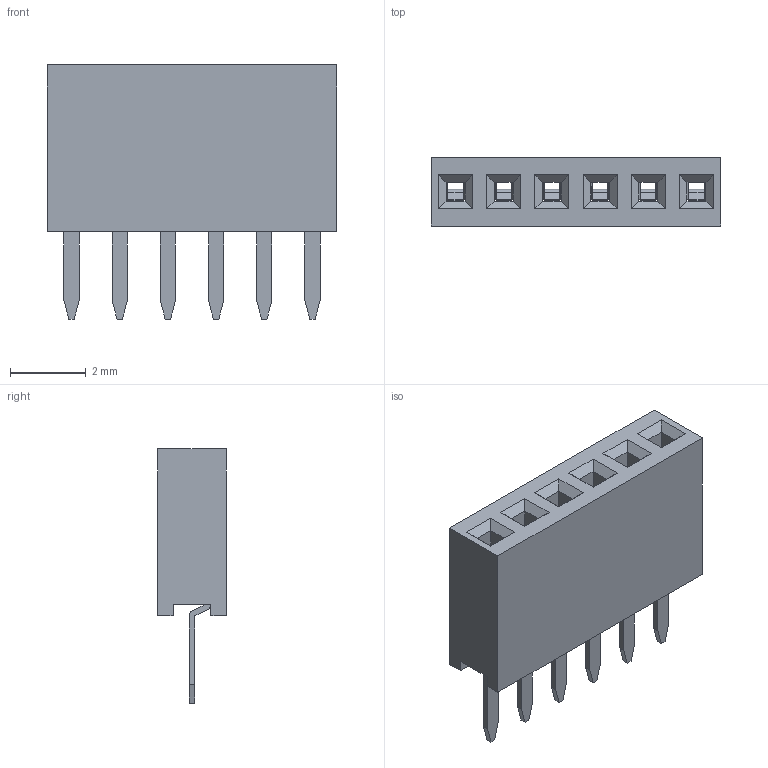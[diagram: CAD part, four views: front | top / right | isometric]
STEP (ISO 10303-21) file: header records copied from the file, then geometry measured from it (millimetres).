
FILE_DESCRIPTION(('STEP AP214'), '1');
FILE_NAME('PBS1.27', '', ('UNSPECIFIED'), ('UNSPECIFIED'), 'ASCON STEP Converter 1.6', 'ASCON Math Kernel', '');
FILE_SCHEMA(('AUTOMOTIVE_DESIGN { 1 0 10303 214 3 1 1}'));
Length unit declared in the file: millimetre
Bounding box: 7.62 x 1.8 x 6.7 mm (x, y, z)
Volume: 43.2 mm3; surface area: 314.4 mm2
Topology: 7 solids, 7 shells, 382 faces, 1008 edges, 640 vertices
Faces by surface type: plane 328, cylinder 54
Entity records: 14688 total; most frequent: CARTESIAN_POINT 2031, ORIENTED_EDGE 2016, DIRECTION 1882, EDGE_CURVE 1008, LINE 900, VECTOR 900, VERTEX_POINT 640, AXIS2_PLACEMENT_3D 491
